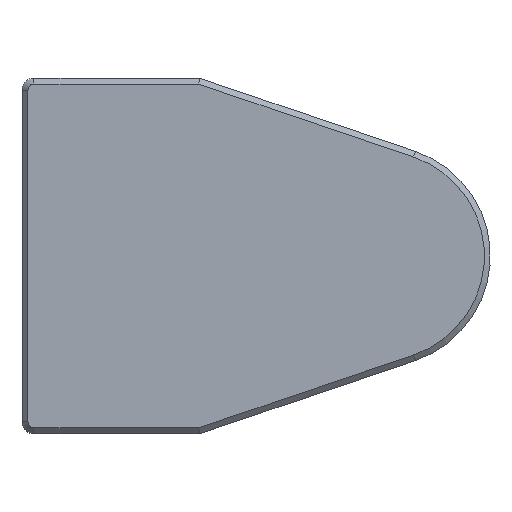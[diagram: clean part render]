
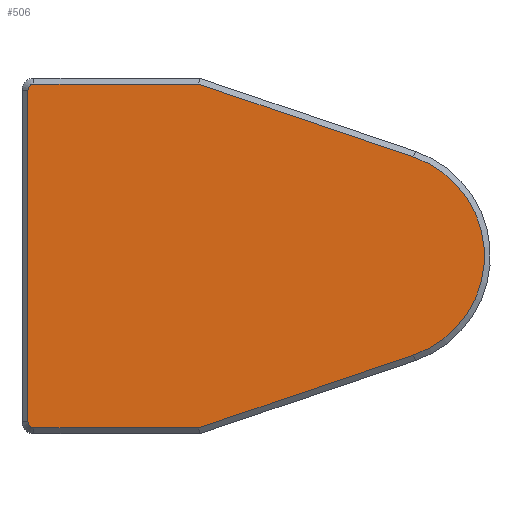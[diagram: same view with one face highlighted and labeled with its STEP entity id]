
A CAD part, left-side view. The second image highlights one B-rep face of the part: STEP entity #506.
In plain terms, the highlighted planar face has unit normal (-1, 0, 0).
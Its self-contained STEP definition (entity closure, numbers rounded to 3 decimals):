
#43=PLANE('',#566);
#69=FACE_OUTER_BOUND('',#100,.T.);
#100=EDGE_LOOP('',(#417,#418,#419,#420,#421,#422,#423,#424));
#124=LINE('',#841,#168);
#128=LINE('',#850,#172);
#132=LINE('',#860,#176);
#134=LINE('',#868,#178);
#137=LINE('',#877,#181);
#168=VECTOR('',#627,10.);
#172=VECTOR('',#633,10.);
#176=VECTOR('',#645,10.);
#178=VECTOR('',#655,10.);
#181=VECTOR('',#666,10.);
#211=CIRCLE('',#551,0.5);
#213=CIRCLE('',#555,0.5);
#214=CIRCLE('',#558,8.82);
#242=VERTEX_POINT('',#838);
#243=VERTEX_POINT('',#840);
#246=VERTEX_POINT('',#847);
#247=VERTEX_POINT('',#849);
#248=VERTEX_POINT('',#854);
#249=VERTEX_POINT('',#858);
#251=VERTEX_POINT('',#864);
#253=VERTEX_POINT('',#872);
#293=EDGE_CURVE('',#242,#243,#124,.T.);
#297=EDGE_CURVE('',#246,#247,#128,.T.);
#301=EDGE_CURVE('',#248,#246,#211,.T.);
#303=EDGE_CURVE('',#249,#248,#132,.T.);
#306=EDGE_CURVE('',#251,#249,#213,.T.);
#307=EDGE_CURVE('',#243,#251,#134,.T.);
#310=EDGE_CURVE('',#253,#242,#214,.T.);
#312=EDGE_CURVE('',#247,#253,#137,.T.);
#417=ORIENTED_EDGE('',*,*,#297,.F.);
#418=ORIENTED_EDGE('',*,*,#301,.F.);
#419=ORIENTED_EDGE('',*,*,#303,.F.);
#420=ORIENTED_EDGE('',*,*,#306,.F.);
#421=ORIENTED_EDGE('',*,*,#307,.F.);
#422=ORIENTED_EDGE('',*,*,#293,.F.);
#423=ORIENTED_EDGE('',*,*,#310,.F.);
#424=ORIENTED_EDGE('',*,*,#312,.F.);
#506=ADVANCED_FACE('',(#69),#43,.T.);
#551=AXIS2_PLACEMENT_3D('',#856,#640,#641);
#555=AXIS2_PLACEMENT_3D('',#866,#651,#652);
#558=AXIS2_PLACEMENT_3D('',#874,#660,#661);
#566=AXIS2_PLACEMENT_3D('',#895,#684,#685);
#627=DIRECTION('',(0.,0.947,-0.321));
#633=DIRECTION('',(0.,-1.,0.));
#640=DIRECTION('center_axis',(1.,0.,0.));
#641=DIRECTION('ref_axis',(0.,0.707,0.707));
#645=DIRECTION('',(0.,0.,1.));
#651=DIRECTION('center_axis',(1.,0.,0.));
#652=DIRECTION('ref_axis',(0.,0.707,-0.707));
#655=DIRECTION('',(0.,1.,0.));
#660=DIRECTION('center_axis',(1.,0.,0.));
#661=DIRECTION('ref_axis',(0.,-0.321,-0.947));
#666=DIRECTION('',(0.,-0.947,-0.321));
#684=DIRECTION('center_axis',(-1.,0.,0.));
#685=DIRECTION('ref_axis',(0.,-1.,0.));
#838=CARTESIAN_POINT('',(-119.583,444.366,-136.336));
#840=CARTESIAN_POINT('',(-119.583,462.483,-142.483));
#841=CARTESIAN_POINT('',(-119.583,458.144,-141.011));
#847=CARTESIAN_POINT('',(-119.583,476.4,-113.483));
#849=CARTESIAN_POINT('',(-119.583,462.483,-113.483));
#850=CARTESIAN_POINT('',(-119.583,460.02,-113.483));
#854=CARTESIAN_POINT('',(-119.583,476.9,-113.983));
#856=CARTESIAN_POINT('Origin',(-119.583,476.4,-113.983));
#858=CARTESIAN_POINT('',(-119.583,476.9,-141.983));
#860=CARTESIAN_POINT('',(-119.583,476.9,-120.483));
#864=CARTESIAN_POINT('',(-119.583,476.4,-142.483));
#866=CARTESIAN_POINT('Origin',(-119.583,476.4,-141.983));
#868=CARTESIAN_POINT('',(-119.583,467.52,-142.483));
#872=CARTESIAN_POINT('',(-119.583,444.366,-119.631));
#874=CARTESIAN_POINT('Origin',(-119.583,447.2,-127.983));
#877=CARTESIAN_POINT('',(-119.583,449.047,-118.042));
#895=CARTESIAN_POINT('Origin',(-119.583,457.64,-127.983));
